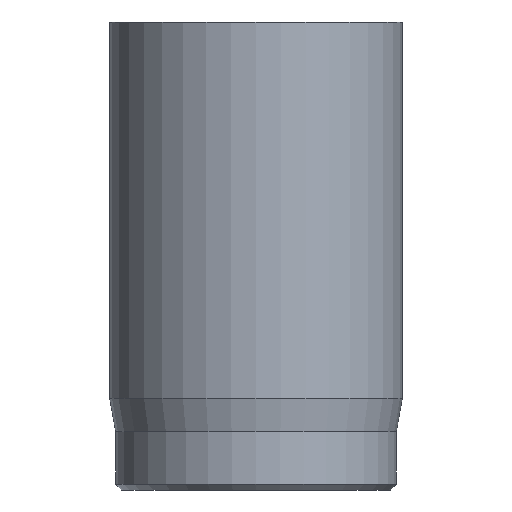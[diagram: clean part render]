
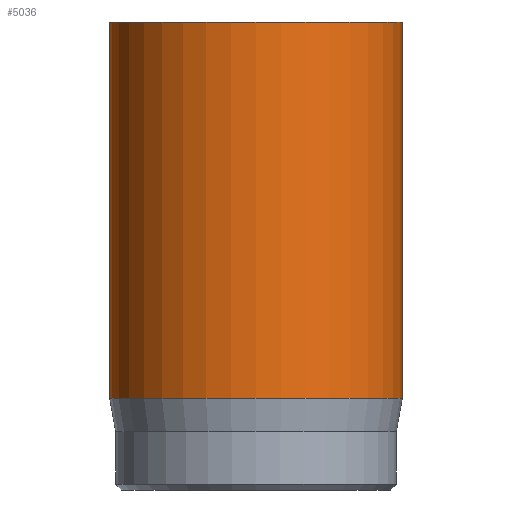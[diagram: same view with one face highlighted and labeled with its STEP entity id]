
A CAD part, front view. The second image highlights one B-rep face of the part: STEP entity #5036.
In plain terms, the highlighted cylindrical face has radius 2.5 mm (diameter 5 mm), a full revolution.
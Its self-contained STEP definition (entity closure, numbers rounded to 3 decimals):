
#31=CYLINDRICAL_SURFACE('',#5242,2.5);
#44=CIRCLE('',#5218,2.5);
#55=CIRCLE('',#5240,2.5);
#56=CIRCLE('',#5241,2.5);
#781=FACE_OUTER_BOUND('',#1074,.T.);
#1074=EDGE_LOOP('',(#4569,#4570,#4571,#4572,#4573));
#1488=LINE('',#9289,#1913);
#1913=VECTOR('',#5911,2.5);
#2399=VERTEX_POINT('',#9245);
#2410=VERTEX_POINT('',#9283);
#2411=VERTEX_POINT('',#9284);
#3119=EDGE_CURVE('',#2399,#2399,#44,.T.);
#3135=EDGE_CURVE('',#2410,#2411,#55,.T.);
#3136=EDGE_CURVE('',#2411,#2410,#56,.T.);
#3138=EDGE_CURVE('',#2399,#2410,#1488,.T.);
#4569=ORIENTED_EDGE('',*,*,#3119,.T.);
#4570=ORIENTED_EDGE('',*,*,#3138,.T.);
#4571=ORIENTED_EDGE('',*,*,#3135,.T.);
#4572=ORIENTED_EDGE('',*,*,#3136,.T.);
#4573=ORIENTED_EDGE('',*,*,#3138,.F.);
#5036=ADVANCED_FACE('',(#781),#31,.T.);
#5218=AXIS2_PLACEMENT_3D('',#9246,#5855,#5856);
#5240=AXIS2_PLACEMENT_3D('',#9285,#5904,#5905);
#5241=AXIS2_PLACEMENT_3D('',#9286,#5906,#5907);
#5242=AXIS2_PLACEMENT_3D('',#9288,#5909,#5910);
#5855=DIRECTION('center_axis',(0.,0.,-1.));
#5856=DIRECTION('ref_axis',(-1.,0.,0.));
#5904=DIRECTION('center_axis',(0.,0.,1.));
#5905=DIRECTION('ref_axis',(-1.,0.,0.));
#5906=DIRECTION('center_axis',(0.,0.,1.));
#5907=DIRECTION('ref_axis',(-1.,0.,0.));
#5909=DIRECTION('center_axis',(0.,0.,1.));
#5910=DIRECTION('ref_axis',(-1.,0.,0.));
#5911=DIRECTION('',(0.,0.,-1.));
#9245=CARTESIAN_POINT('',(2.5,0.,8.));
#9246=CARTESIAN_POINT('Origin',(0.,0.,8.));
#9283=CARTESIAN_POINT('',(2.5,0.,1.567));
#9284=CARTESIAN_POINT('',(-2.5,0.,1.567));
#9285=CARTESIAN_POINT('Origin',(0.,0.,1.567));
#9286=CARTESIAN_POINT('Origin',(0.,0.,1.567));
#9288=CARTESIAN_POINT('Origin',(0.,0.,0.));
#9289=CARTESIAN_POINT('',(2.5,0.,0.));
